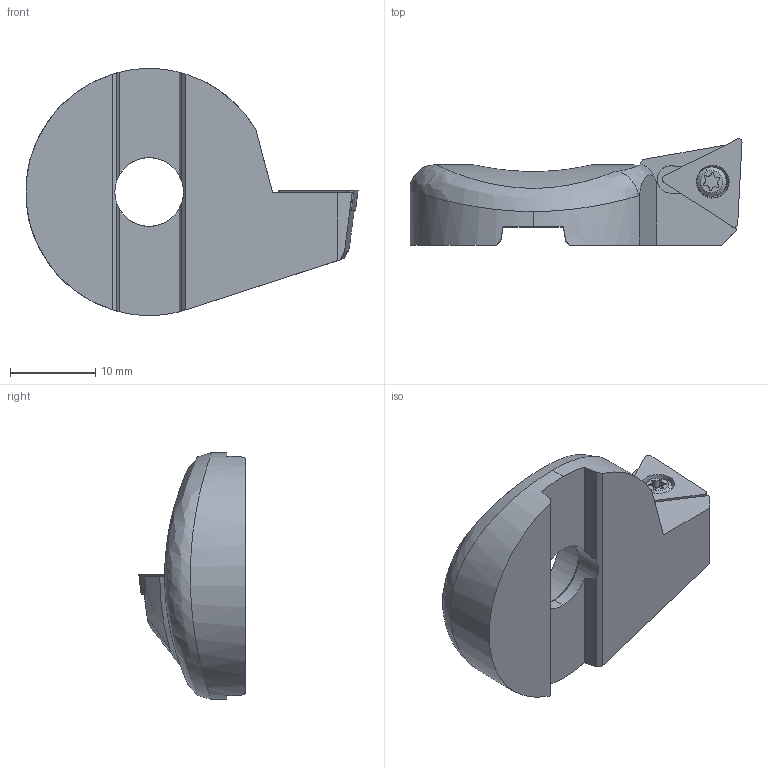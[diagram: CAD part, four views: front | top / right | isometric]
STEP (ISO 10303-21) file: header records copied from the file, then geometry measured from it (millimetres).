
FILE_DESCRIPTION (( 'STEP AP214' ), '1' );
FILE_NAME ('626.161.STEP', '2021-02-26T08:18:20', ( '' ), ( '' ), 'SwSTEP 2.0', 'SolidWorks 2020', '' );
FILE_SCHEMA (( 'AUTOMOTIVE_DESIGN' ));
Length unit declared in the file: millimetre
Products named in the file (4): 694.122 ETL M2.5x6.5 T7 IP 10S_Auswuchten; 655.305; 626.161 Wendeplattenhalter_Standart; 626.161
Assembly tree (3 placements, depth 2):
  626.161
    626.161 Wendeplattenhalter_Standart
    694.122 ETL M2.5x6.5 T7 IP 10S_Auswuchten
    655.305
Bounding box: 38.92 x 12.5 x 28.95 mm (x, y, z)
Volume: 5186.8 mm3; surface area: 2885.7 mm2
Topology: 3 solids, 3 shells, 110 faces, 290 edges, 185 vertices
Faces by surface type: cylinder 40, plane 36, cone 23, torus 6, bspline 5
Entity records: 4187 total; most frequent: CARTESIAN_POINT 1365, ORIENTED_EDGE 580, DIRECTION 569, EDGE_CURVE 290, AXIS2_PLACEMENT_3D 226, VERTEX_POINT 185, VECTOR 117, LINE 117
